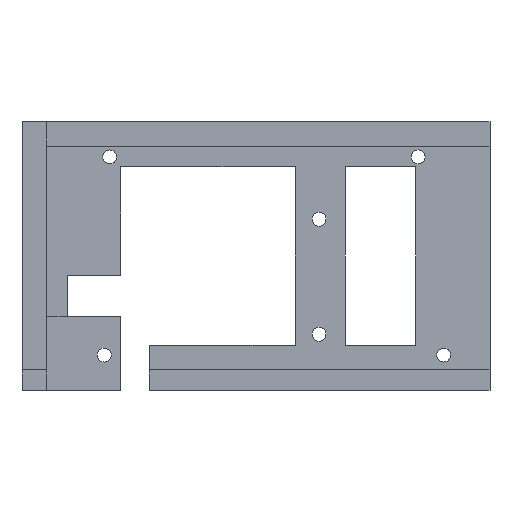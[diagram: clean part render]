
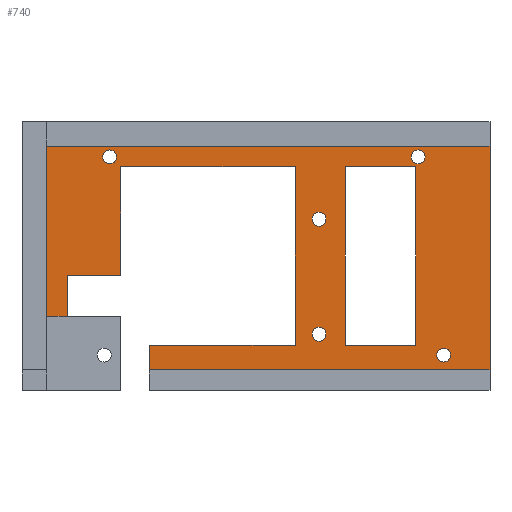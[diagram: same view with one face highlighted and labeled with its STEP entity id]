
A CAD part, front view. The second image highlights one B-rep face of the part: STEP entity #740.
In plain terms, the highlighted planar face has unit normal (0, -1, 0).
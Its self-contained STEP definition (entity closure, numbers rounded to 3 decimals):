
#1=CARTESIAN_POINT('',(90.33,0.,50.81));
#2=DIRECTION('',(0.,-1.,0.));
#3=DIRECTION('',(1.,0.,0.));
#4=AXIS2_PLACEMENT_3D('',#1,#2,#3);
#6=CARTESIAN_POINT('',(90.33,0.,50.81));
#7=DIRECTION('',(0.,-1.,0.));
#8=DIRECTION('',(-1.,0.,0.));
#9=AXIS2_PLACEMENT_3D('',#6,#7,#8);
#11=CARTESIAN_POINT('',(15.29,0.,50.81));
#12=DIRECTION('',(0.,-1.,0.));
#13=DIRECTION('',(1.,0.,0.));
#14=AXIS2_PLACEMENT_3D('',#11,#12,#13);
#16=CARTESIAN_POINT('',(15.29,0.,50.81));
#17=DIRECTION('',(0.,-1.,0.));
#18=DIRECTION('',(-1.,0.,0.));
#19=AXIS2_PLACEMENT_3D('',#16,#17,#18);
#21=CARTESIAN_POINT('',(96.51,0.,2.59));
#22=DIRECTION('',(0.,-1.,0.));
#23=DIRECTION('',(1.,0.,0.));
#24=AXIS2_PLACEMENT_3D('',#21,#22,#23);
#26=CARTESIAN_POINT('',(96.51,0.,2.59));
#27=DIRECTION('',(0.,-1.,0.));
#28=DIRECTION('',(-1.,0.,0.));
#29=AXIS2_PLACEMENT_3D('',#26,#27,#28);
#31=CARTESIAN_POINT('',(66.23,0.,35.65));
#32=DIRECTION('',(0.,-1.,0.));
#33=DIRECTION('',(1.,0.,0.));
#34=AXIS2_PLACEMENT_3D('',#31,#32,#33);
#36=CARTESIAN_POINT('',(66.23,0.,35.65));
#37=DIRECTION('',(0.,-1.,0.));
#38=DIRECTION('',(-1.,0.,0.));
#39=AXIS2_PLACEMENT_3D('',#36,#37,#38);
#41=CARTESIAN_POINT('',(66.23,0.,7.69));
#42=DIRECTION('',(0.,-1.,0.));
#43=DIRECTION('',(1.,0.,0.));
#44=AXIS2_PLACEMENT_3D('',#41,#42,#43);
#46=CARTESIAN_POINT('',(66.23,0.,7.69));
#47=DIRECTION('',(0.,-1.,0.));
#48=DIRECTION('',(-1.,0.,0.));
#49=AXIS2_PLACEMENT_3D('',#46,#47,#48);
#51=DIRECTION('',(1.,0.,0.));
#52=VECTOR('',#51,17.25);
#53=CARTESIAN_POINT('',(72.55,0.,48.4));
#54=LINE('',#53,#52);
#55=DIRECTION('',(0.,0.,1.));
#56=VECTOR('',#55,43.4);
#57=CARTESIAN_POINT('',(72.55,0.,5.));
#58=LINE('',#57,#56);
#59=DIRECTION('',(-1.,0.,0.));
#60=VECTOR('',#59,17.25);
#61=CARTESIAN_POINT('',(89.8,0.,5.));
#62=LINE('',#61,#60);
#63=DIRECTION('',(0.,0.,-1.));
#64=VECTOR('',#63,54.4);
#65=CARTESIAN_POINT('',(107.8,0.,53.4));
#66=LINE('',#65,#64);
#67=DIRECTION('',(-1.,0.,0.));
#68=VECTOR('',#67,35.435);
#69=CARTESIAN_POINT('',(60.435,0.,5.));
#70=LINE('',#69,#68);
#71=DIRECTION('',(0.,0.,-1.));
#72=VECTOR('',#71,43.4);
#73=CARTESIAN_POINT('',(60.435,0.,48.4));
#74=LINE('',#73,#72);
#75=DIRECTION('',(1.,0.,0.));
#76=VECTOR('',#75,42.435);
#77=CARTESIAN_POINT('',(18.,0.,48.4));
#78=LINE('',#77,#76);
#79=DIRECTION('',(0.,0.,1.));
#80=VECTOR('',#79,26.4);
#81=CARTESIAN_POINT('',(18.,0.,22.));
#82=LINE('',#81,#80);
#83=DIRECTION('',(1.,0.,0.));
#84=VECTOR('',#83,13.);
#85=CARTESIAN_POINT('',(5.,0.,22.));
#86=LINE('',#85,#84);
#87=DIRECTION('',(0.,0.,1.));
#88=VECTOR('',#87,10.);
#89=CARTESIAN_POINT('',(5.,0.,12.));
#90=LINE('',#89,#88);
#91=DIRECTION('',(-1.,0.,0.));
#92=VECTOR('',#91,5.);
#93=CARTESIAN_POINT('',(5.,0.,12.));
#94=LINE('',#93,#92);
#95=DIRECTION('',(0.,0.,1.));
#96=VECTOR('',#95,41.4);
#97=CARTESIAN_POINT('',(0.,0.,12.));
#98=LINE('',#97,#96);
#247=DIRECTION('',(0.,0.,-1.));
#248=VECTOR('',#247,6.);
#249=CARTESIAN_POINT('',(25.,0.,5.));
#250=LINE('',#249,#248);
#259=DIRECTION('',(1.,0.,0.));
#260=VECTOR('',#259,82.8);
#261=CARTESIAN_POINT('',(25.,0.,-1.));
#262=LINE('',#261,#260);
#331=DIRECTION('',(-1.,0.,0.));
#332=VECTOR('',#331,107.8);
#333=CARTESIAN_POINT('',(107.8,0.,53.4));
#334=LINE('',#333,#332);
#481=DIRECTION('',(0.,0.,-1.));
#482=VECTOR('',#481,43.4);
#483=CARTESIAN_POINT('',(89.8,0.,48.4));
#484=LINE('',#483,#482);
#509=CARTESIAN_POINT('',(92.02,0.,50.81));
#510=CARTESIAN_POINT('',(88.64,0.,50.81));
#511=VERTEX_POINT('',#509);
#512=VERTEX_POINT('',#510);
#513=CARTESIAN_POINT('',(16.98,0.,50.81));
#514=CARTESIAN_POINT('',(13.6,0.,50.81));
#515=VERTEX_POINT('',#513);
#516=VERTEX_POINT('',#514);
#517=CARTESIAN_POINT('',(98.2,0.,2.59));
#518=CARTESIAN_POINT('',(94.82,0.,2.59));
#519=VERTEX_POINT('',#517);
#520=VERTEX_POINT('',#518);
#521=CARTESIAN_POINT('',(67.92,0.,35.65));
#522=CARTESIAN_POINT('',(64.54,0.,35.65));
#523=VERTEX_POINT('',#521);
#524=VERTEX_POINT('',#522);
#525=CARTESIAN_POINT('',(67.92,0.,7.69));
#526=CARTESIAN_POINT('',(64.54,0.,7.69));
#527=VERTEX_POINT('',#525);
#528=VERTEX_POINT('',#526);
#529=CARTESIAN_POINT('',(5.,0.,22.));
#530=CARTESIAN_POINT('',(18.,0.,22.));
#531=VERTEX_POINT('',#529);
#532=VERTEX_POINT('',#530);
#533=CARTESIAN_POINT('',(18.,0.,48.4));
#534=VERTEX_POINT('',#533);
#535=CARTESIAN_POINT('',(60.435,0.,48.4));
#536=VERTEX_POINT('',#535);
#537=CARTESIAN_POINT('',(60.435,0.,5.));
#538=VERTEX_POINT('',#537);
#539=CARTESIAN_POINT('',(25.,0.,5.));
#540=VERTEX_POINT('',#539);
#541=CARTESIAN_POINT('',(89.8,0.,5.));
#542=CARTESIAN_POINT('',(72.55,0.,5.));
#543=VERTEX_POINT('',#541);
#544=VERTEX_POINT('',#542);
#545=CARTESIAN_POINT('',(72.55,0.,48.4));
#546=VERTEX_POINT('',#545);
#547=CARTESIAN_POINT('',(89.8,0.,48.4));
#548=VERTEX_POINT('',#547);
#557=CARTESIAN_POINT('',(5.,0.,12.));
#558=VERTEX_POINT('',#557);
#625=CARTESIAN_POINT('',(0.,0.,12.));
#626=VERTEX_POINT('',#625);
#644=CARTESIAN_POINT('',(0.,0.,53.4));
#646=VERTEX_POINT('',#644);
#649=CARTESIAN_POINT('',(25.,0.,-1.));
#650=VERTEX_POINT('',#649);
#653=CARTESIAN_POINT('',(107.8,0.,53.4));
#654=CARTESIAN_POINT('',(107.8,0.,-1.));
#655=VERTEX_POINT('',#653);
#656=VERTEX_POINT('',#654);
#669=CARTESIAN_POINT('',(0.,0.,0.));
#670=DIRECTION('',(0.,-1.,0.));
#671=DIRECTION('',(1.,0.,0.));
#672=AXIS2_PLACEMENT_3D('',#669,#670,#671);
#673=PLANE('',#672);
#675=ORIENTED_EDGE('',*,*,#674,.F.);
#677=ORIENTED_EDGE('',*,*,#676,.T.);
#679=ORIENTED_EDGE('',*,*,#678,.F.);
#681=ORIENTED_EDGE('',*,*,#680,.F.);
#683=ORIENTED_EDGE('',*,*,#682,.F.);
#685=ORIENTED_EDGE('',*,*,#684,.F.);
#687=ORIENTED_EDGE('',*,*,#686,.F.);
#689=ORIENTED_EDGE('',*,*,#688,.F.);
#691=ORIENTED_EDGE('',*,*,#690,.F.);
#693=ORIENTED_EDGE('',*,*,#692,.F.);
#695=ORIENTED_EDGE('',*,*,#694,.T.);
#697=ORIENTED_EDGE('',*,*,#696,.T.);
#698=EDGE_LOOP('',(#675,#677,#679,#681,#683,#685,#687,#689,#691,#693,#695,
#697));
#699=FACE_OUTER_BOUND('',#698,.F.);
#701=ORIENTED_EDGE('',*,*,#700,.T.);
#703=ORIENTED_EDGE('',*,*,#702,.T.);
#704=EDGE_LOOP('',(#701,#703));
#705=FACE_BOUND('',#704,.F.);
#707=ORIENTED_EDGE('',*,*,#706,.T.);
#709=ORIENTED_EDGE('',*,*,#708,.T.);
#710=EDGE_LOOP('',(#707,#709));
#711=FACE_BOUND('',#710,.F.);
#713=ORIENTED_EDGE('',*,*,#712,.T.);
#715=ORIENTED_EDGE('',*,*,#714,.T.);
#716=EDGE_LOOP('',(#713,#715));
#717=FACE_BOUND('',#716,.F.);
#719=ORIENTED_EDGE('',*,*,#718,.T.);
#721=ORIENTED_EDGE('',*,*,#720,.T.);
#722=EDGE_LOOP('',(#719,#721));
#723=FACE_BOUND('',#722,.F.);
#725=ORIENTED_EDGE('',*,*,#724,.F.);
#727=ORIENTED_EDGE('',*,*,#726,.F.);
#729=ORIENTED_EDGE('',*,*,#728,.F.);
#731=ORIENTED_EDGE('',*,*,#730,.F.);
#732=EDGE_LOOP('',(#725,#727,#729,#731));
#733=FACE_BOUND('',#732,.F.);
#735=ORIENTED_EDGE('',*,*,#734,.T.);
#737=ORIENTED_EDGE('',*,*,#736,.T.);
#738=EDGE_LOOP('',(#735,#737));
#739=FACE_BOUND('',#738,.F.);
#740=ADVANCED_FACE('',(#699,#705,#711,#717,#723,#733,#739),#673,.T.);
#5=CIRCLE('',#4,1.69);
#10=CIRCLE('',#9,1.69);
#15=CIRCLE('',#14,1.69);
#20=CIRCLE('',#19,1.69);
#25=CIRCLE('',#24,1.69);
#30=CIRCLE('',#29,1.69);
#35=CIRCLE('',#34,1.69);
#40=CIRCLE('',#39,1.69);
#45=CIRCLE('',#44,1.69);
#50=CIRCLE('',#49,1.69);
#674=EDGE_CURVE('',#655,#646,#334,.T.);
#676=EDGE_CURVE('',#655,#656,#66,.T.);
#678=EDGE_CURVE('',#650,#656,#262,.T.);
#680=EDGE_CURVE('',#540,#650,#250,.T.);
#682=EDGE_CURVE('',#538,#540,#70,.T.);
#684=EDGE_CURVE('',#536,#538,#74,.T.);
#686=EDGE_CURVE('',#534,#536,#78,.T.);
#688=EDGE_CURVE('',#532,#534,#82,.T.);
#690=EDGE_CURVE('',#531,#532,#86,.T.);
#692=EDGE_CURVE('',#558,#531,#90,.T.);
#694=EDGE_CURVE('',#558,#626,#94,.T.);
#696=EDGE_CURVE('',#626,#646,#98,.T.);
#700=EDGE_CURVE('',#515,#516,#15,.T.);
#702=EDGE_CURVE('',#516,#515,#20,.T.);
#706=EDGE_CURVE('',#519,#520,#25,.T.);
#708=EDGE_CURVE('',#520,#519,#30,.T.);
#712=EDGE_CURVE('',#523,#524,#35,.T.);
#714=EDGE_CURVE('',#524,#523,#40,.T.);
#718=EDGE_CURVE('',#527,#528,#45,.T.);
#720=EDGE_CURVE('',#528,#527,#50,.T.);
#724=EDGE_CURVE('',#548,#543,#484,.T.);
#726=EDGE_CURVE('',#546,#548,#54,.T.);
#728=EDGE_CURVE('',#544,#546,#58,.T.);
#730=EDGE_CURVE('',#543,#544,#62,.T.);
#734=EDGE_CURVE('',#511,#512,#5,.T.);
#736=EDGE_CURVE('',#512,#511,#10,.T.);
